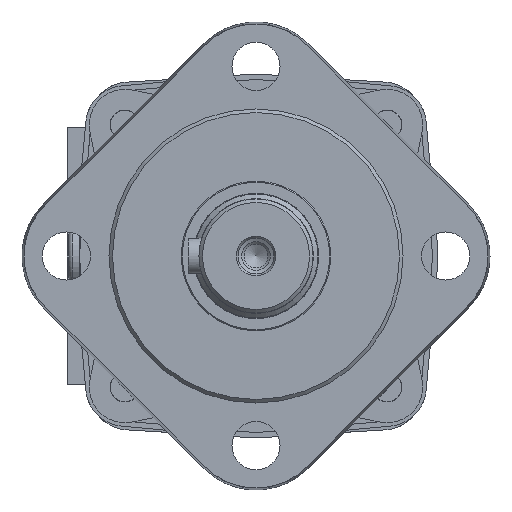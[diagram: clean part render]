
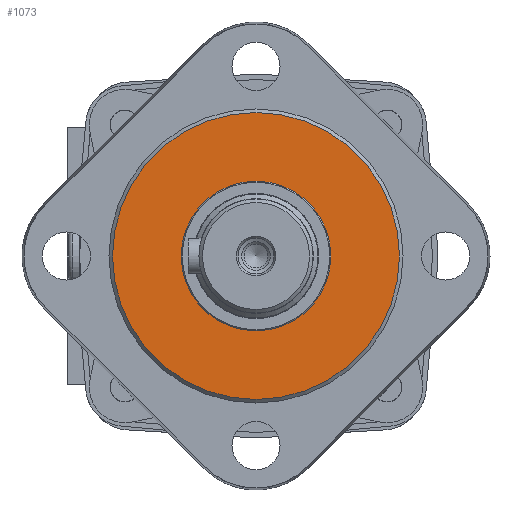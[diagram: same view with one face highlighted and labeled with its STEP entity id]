
A CAD part, left-side view. The second image highlights one B-rep face of the part: STEP entity #1073.
In plain terms, the highlighted planar face has unit normal (-1, 0, 0).
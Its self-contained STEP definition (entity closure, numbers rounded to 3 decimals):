
#1073 = ADVANCED_FACE( '', ( #2225, #2226 ), #2227, .F. );
#2225 = FACE_OUTER_BOUND( '', #3417, .T. );
#2226 = FACE_BOUND( '', #3418, .T. );
#2227 = PLANE( '', #3419 );
#3417 = EDGE_LOOP( '', ( #6056 ) );
#3418 = EDGE_LOOP( '', ( #6057 ) );
#3419 = AXIS2_PLACEMENT_3D( '', #6058, #6059, #6060 );
#6056 = ORIENTED_EDGE( '', *, *, #7542, .F. );
#6057 = ORIENTED_EDGE( '', *, *, #7624, .T. );
#6058 = CARTESIAN_POINT( '', ( -6.1, 21., 0. ) );
#6059 = DIRECTION( '', ( 1., 0., 0. ) );
#6060 = DIRECTION( '', ( 0., 0., -1. ) );
#7542 = EDGE_CURVE( '', #9209, #9209, #9210, .T. );
#7624 = EDGE_CURVE( '', #9300, #9300, #9301, .T. );
#9209 = VERTEX_POINT( '', #12162 );
#9210 = CIRCLE( '', #12163, 40.25 );
#9300 = VERTEX_POINT( '', #12326 );
#9301 = CIRCLE( '', #12327, 21. );
#12162 = CARTESIAN_POINT( '', ( -6.1, 0., -40.25 ) );
#12163 = AXIS2_PLACEMENT_3D( '', #13666, #13667, #13668 );
#12326 = CARTESIAN_POINT( '', ( -6.1, 0., -21. ) );
#12327 = AXIS2_PLACEMENT_3D( '', #13727, #13728, #13729 );
#13666 = CARTESIAN_POINT( '', ( -6.1, 0., 0. ) );
#13667 = DIRECTION( '', ( 1., 0., 0. ) );
#13668 = DIRECTION( '', ( 0., 0., -1. ) );
#13727 = CARTESIAN_POINT( '', ( -6.1, 0., 0. ) );
#13728 = DIRECTION( '', ( 1., 0., 0. ) );
#13729 = DIRECTION( '', ( 0., 0., -1. ) );
